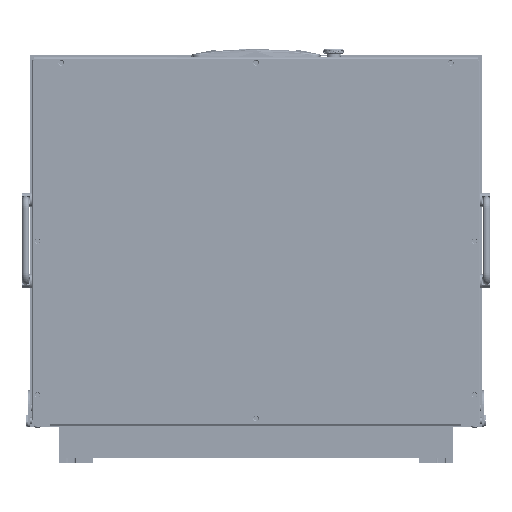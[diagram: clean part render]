
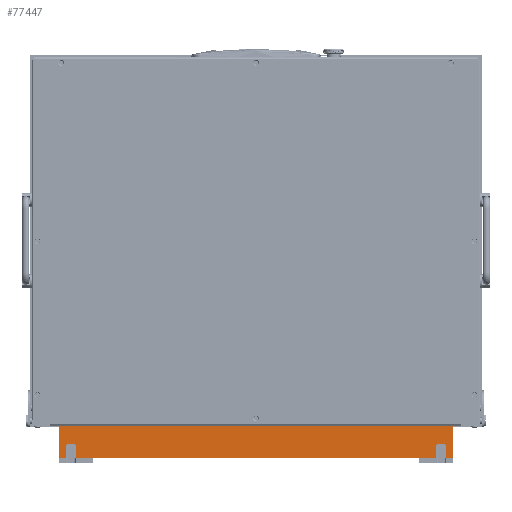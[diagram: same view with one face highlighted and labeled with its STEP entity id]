
A CAD part, front view. The second image highlights one B-rep face of the part: STEP entity #77447.
In plain terms, the highlighted planar face has unit normal (0, -1, 0).
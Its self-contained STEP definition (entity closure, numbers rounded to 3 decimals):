
#1713 = PLANE ( 'NONE',  #209052 ) ;
#2092 = CARTESIAN_POINT ( 'NONE',  ( 242., -4., 20. ) ) ;
#3285 = LINE ( 'NONE', #4502, #41058 ) ;
#4502 = CARTESIAN_POINT ( 'NONE',  ( -230., -4., 2. ) ) ;
#6723 = LINE ( 'NONE', #81980, #222759 ) ;
#9748 = VECTOR ( 'NONE', #174654, 1000. ) ;
#12187 = EDGE_CURVE ( 'NONE', #159821, #212644, #94696, .T. ) ;
#13715 = VERTEX_POINT ( 'NONE', #118612 ) ;
#20112 = EDGE_CURVE ( 'NONE', #148094, #13715, #184371, .T. ) ;
#21123 = AXIS2_PLACEMENT_3D ( 'NONE', #209491, #35724, #226879 ) ;
#21572 = DIRECTION ( 'NONE',  ( 1., 0., 0. ) ) ;
#21805 = VERTEX_POINT ( 'NONE', #229086 ) ;
#23052 = EDGE_CURVE ( 'NONE', #27411, #148094, #69459, .T. ) ;
#24493 = VECTOR ( 'NONE', #89238, 1000. ) ;
#27411 = VERTEX_POINT ( 'NONE', #148303 ) ;
#28546 = ORIENTED_EDGE ( 'NONE', *, *, #34390, .F. ) ;
#31037 = ORIENTED_EDGE ( 'NONE', *, *, #94456, .F. ) ;
#31324 = ORIENTED_EDGE ( 'NONE', *, *, #112113, .F. ) ;
#33130 = DIRECTION ( 'NONE',  ( 0., 0., -1. ) ) ;
#34390 = EDGE_CURVE ( 'NONE', #237947, #117595, #155018, .T. ) ;
#35724 = DIRECTION ( 'NONE',  ( 0., 1., 0. ) ) ;
#37028 = ORIENTED_EDGE ( 'NONE', *, *, #190313, .T. ) ;
#39157 = VERTEX_POINT ( 'NONE', #104345 ) ;
#40358 = ORIENTED_EDGE ( 'NONE', *, *, #174698, .T. ) ;
#40454 = EDGE_CURVE ( 'NONE', #184154, #237947, #210147, .T. ) ;
#41058 = VECTOR ( 'NONE', #79803, 1000. ) ;
#42756 = LINE ( 'NONE', #159816, #151178 ) ;
#43441 = CARTESIAN_POINT ( 'NONE',  ( -221., -4., 5. ) ) ;
#47627 = EDGE_CURVE ( 'NONE', #231940, #203267, #123863, .T. ) ;
#47632 = DIRECTION ( 'NONE',  ( -1., 0., 0. ) ) ;
#54725 = ORIENTED_EDGE ( 'NONE', *, *, #63660, .T. ) ;
#56100 = CARTESIAN_POINT ( 'NONE',  ( 242., -4., -20. ) ) ;
#56686 = ORIENTED_EDGE ( 'NONE', *, *, #40454, .F. ) ;
#57673 = VERTEX_POINT ( 'NONE', #209253 ) ;
#58510 = FACE_OUTER_BOUND ( 'NONE', #195110, .T. ) ;
#61074 = VERTEX_POINT ( 'NONE', #85790 ) ;
#63660 = EDGE_CURVE ( 'NONE', #111149, #27411, #127451, .T. ) ;
#67044 = ORIENTED_EDGE ( 'NONE', *, *, #180670, .F. ) ;
#68652 = VECTOR ( 'NONE', #123776, 1000. ) ;
#69459 = LINE ( 'NONE', #144642, #9748 ) ;
#73764 = DIRECTION ( 'NONE',  ( 0., 0., 1. ) ) ;
#75535 = DIRECTION ( 'NONE',  ( 0., 0., 1. ) ) ;
#75797 = CARTESIAN_POINT ( 'NONE',  ( -224., -4., 2. ) ) ;
#77447 = ADVANCED_FACE ( 'NONE', ( #58510 ), #1713, .T. ) ;
#78115 = CARTESIAN_POINT ( 'NONE',  ( -242., -4., 20. ) ) ;
#79803 = DIRECTION ( 'NONE',  ( -1., 0., 0. ) ) ;
#79842 = VECTOR ( 'NONE', #75535, 1000. ) ;
#80149 = CARTESIAN_POINT ( 'NONE',  ( 242., -4., 20. ) ) ;
#81893 = AXIS2_PLACEMENT_3D ( 'NONE', #167459, #183586, #73764 ) ;
#81980 = CARTESIAN_POINT ( 'NONE',  ( -233., -4., 20. ) ) ;
#84459 = CARTESIAN_POINT ( 'NONE',  ( -230., -4., 5. ) ) ;
#85790 = CARTESIAN_POINT ( 'NONE',  ( 221., -4., 20. ) ) ;
#89238 = DIRECTION ( 'NONE',  ( 0., 0., 1. ) ) ;
#91068 = ORIENTED_EDGE ( 'NONE', *, *, #47627, .F. ) ;
#93103 = DIRECTION ( 'NONE',  ( 0., -1., 0. ) ) ;
#93943 = CARTESIAN_POINT ( 'NONE',  ( 242., -4., -20. ) ) ;
#94456 = EDGE_CURVE ( 'NONE', #203267, #21805, #163124, .T. ) ;
#94696 = LINE ( 'NONE', #239127, #135975 ) ;
#96034 = DIRECTION ( 'NONE',  ( 0., 1., 0. ) ) ;
#104345 = CARTESIAN_POINT ( 'NONE',  ( -233., -4., 5. ) ) ;
#107839 = LINE ( 'NONE', #182984, #238864 ) ;
#111149 = VERTEX_POINT ( 'NONE', #150015 ) ;
#112113 = EDGE_CURVE ( 'NONE', #159821, #61074, #166109, .T. ) ;
#114080 = DIRECTION ( 'NONE',  ( 0., 0., -1. ) ) ;
#115440 = VECTOR ( 'NONE', #168546, 1000. ) ;
#117595 = VERTEX_POINT ( 'NONE', #93943 ) ;
#118612 = CARTESIAN_POINT ( 'NONE',  ( 221., -4., 5. ) ) ;
#118901 = CARTESIAN_POINT ( 'NONE',  ( -242., -4., 20. ) ) ;
#123776 = DIRECTION ( 'NONE',  ( 1., 0., 0. ) ) ;
#123863 = LINE ( 'NONE', #216292, #24493 ) ;
#125960 = CIRCLE ( 'NONE', #177096, 3. ) ;
#127451 = CIRCLE ( 'NONE', #21123, 3. ) ;
#129173 = CARTESIAN_POINT ( 'NONE',  ( -242., -4., 20. ) ) ;
#134212 = CARTESIAN_POINT ( 'NONE',  ( -224., -4., 5. ) ) ;
#135087 = DIRECTION ( 'NONE',  ( 0., 0., -1. ) ) ;
#135975 = VECTOR ( 'NONE', #33130, 1000. ) ;
#137851 = DIRECTION ( 'NONE',  ( 0., 0., -1. ) ) ;
#143615 = CARTESIAN_POINT ( 'NONE',  ( -242., -4., -20. ) ) ;
#144642 = CARTESIAN_POINT ( 'NONE',  ( 230., -4., 2. ) ) ;
#148094 = VERTEX_POINT ( 'NONE', #159930 ) ;
#148269 = CARTESIAN_POINT ( 'NONE',  ( -242., -4., 20. ) ) ;
#148303 = CARTESIAN_POINT ( 'NONE',  ( 230., -4., 2. ) ) ;
#150015 = CARTESIAN_POINT ( 'NONE',  ( 233., -4., 5. ) ) ;
#150171 = AXIS2_PLACEMENT_3D ( 'NONE', #134212, #96034, #137851 ) ;
#151178 = VECTOR ( 'NONE', #47632, 1000. ) ;
#154427 = VERTEX_POINT ( 'NONE', #75797 ) ;
#155018 = LINE ( 'NONE', #2092, #204989 ) ;
#159816 = CARTESIAN_POINT ( 'NONE',  ( -242., -4., -20. ) ) ;
#159821 = VERTEX_POINT ( 'NONE', #190615 ) ;
#159930 = CARTESIAN_POINT ( 'NONE',  ( 224., -4., 2. ) ) ;
#163124 = LINE ( 'NONE', #148269, #68652 ) ;
#165950 = ORIENTED_EDGE ( 'NONE', *, *, #185819, .T. ) ;
#166109 = LINE ( 'NONE', #129173, #115440 ) ;
#167459 = CARTESIAN_POINT ( 'NONE',  ( 224., -4., 5. ) ) ;
#168546 = DIRECTION ( 'NONE',  ( 1., 0., 0. ) ) ;
#168979 = ORIENTED_EDGE ( 'NONE', *, *, #20112, .T. ) ;
#174654 = DIRECTION ( 'NONE',  ( -1., 0., 0. ) ) ;
#174698 = EDGE_CURVE ( 'NONE', #184154, #111149, #107839, .T. ) ;
#177096 = AXIS2_PLACEMENT_3D ( 'NONE', #84459, #233709, #135087 ) ;
#177804 = ORIENTED_EDGE ( 'NONE', *, *, #228383, .T. ) ;
#180670 = EDGE_CURVE ( 'NONE', #117595, #231940, #42756, .T. ) ;
#181720 = DIRECTION ( 'NONE',  ( 0., 0., -1. ) ) ;
#182984 = CARTESIAN_POINT ( 'NONE',  ( 233., -4., 20. ) ) ;
#183586 = DIRECTION ( 'NONE',  ( 0., 1., 0. ) ) ;
#184154 = VERTEX_POINT ( 'NONE', #224067 ) ;
#184371 = CIRCLE ( 'NONE', #81893, 3. ) ;
#185586 = CIRCLE ( 'NONE', #150171, 3. ) ;
#185819 = EDGE_CURVE ( 'NONE', #154427, #57673, #3285, .T. ) ;
#187239 = DIRECTION ( 'NONE',  ( 0., 0., -1. ) ) ;
#190313 = EDGE_CURVE ( 'NONE', #13715, #61074, #206240, .T. ) ;
#190615 = CARTESIAN_POINT ( 'NONE',  ( -221., -4., 20. ) ) ;
#195110 = EDGE_LOOP ( 'NONE', ( #211956, #31037, #91068, #67044, #28546, #56686, #40358, #54725, #214159, #168979, #37028, #31324, #219095, #177804, #165950, #212334 ) ) ;
#203267 = VERTEX_POINT ( 'NONE', #78115 ) ;
#204989 = VECTOR ( 'NONE', #187239, 1000. ) ;
#206240 = LINE ( 'NONE', #209862, #79842 ) ;
#209052 = AXIS2_PLACEMENT_3D ( 'NONE', #56100, #93103, #114080 ) ;
#209253 = CARTESIAN_POINT ( 'NONE',  ( -230., -4., 2. ) ) ;
#209491 = CARTESIAN_POINT ( 'NONE',  ( 230., -4., 5. ) ) ;
#209862 = CARTESIAN_POINT ( 'NONE',  ( 221., -4., 20. ) ) ;
#210147 = LINE ( 'NONE', #118901, #221763 ) ;
#211956 = ORIENTED_EDGE ( 'NONE', *, *, #218818, .T. ) ;
#212334 = ORIENTED_EDGE ( 'NONE', *, *, #242003, .T. ) ;
#212644 = VERTEX_POINT ( 'NONE', #43441 ) ;
#214159 = ORIENTED_EDGE ( 'NONE', *, *, #23052, .T. ) ;
#216292 = CARTESIAN_POINT ( 'NONE',  ( -242., -4., 20. ) ) ;
#218818 = EDGE_CURVE ( 'NONE', #39157, #21805, #6723, .T. ) ;
#219095 = ORIENTED_EDGE ( 'NONE', *, *, #12187, .T. ) ;
#221763 = VECTOR ( 'NONE', #21572, 1000. ) ;
#222759 = VECTOR ( 'NONE', #232465, 1000. ) ;
#224067 = CARTESIAN_POINT ( 'NONE',  ( 233., -4., 20. ) ) ;
#226879 = DIRECTION ( 'NONE',  ( 0., 0., 1. ) ) ;
#228383 = EDGE_CURVE ( 'NONE', #212644, #154427, #185586, .T. ) ;
#229086 = CARTESIAN_POINT ( 'NONE',  ( -233., -4., 20. ) ) ;
#231940 = VERTEX_POINT ( 'NONE', #143615 ) ;
#232465 = DIRECTION ( 'NONE',  ( 0., 0., 1. ) ) ;
#233709 = DIRECTION ( 'NONE',  ( 0., 1., 0. ) ) ;
#237947 = VERTEX_POINT ( 'NONE', #80149 ) ;
#238864 = VECTOR ( 'NONE', #181720, 1000. ) ;
#239127 = CARTESIAN_POINT ( 'NONE',  ( -221., -4., 20. ) ) ;
#242003 = EDGE_CURVE ( 'NONE', #57673, #39157, #125960, .T. ) ;
